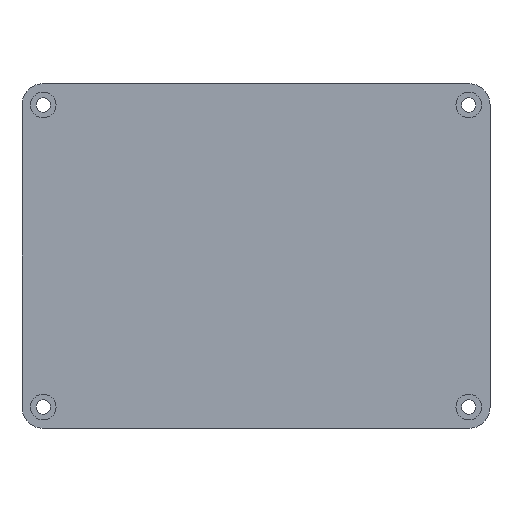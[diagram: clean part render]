
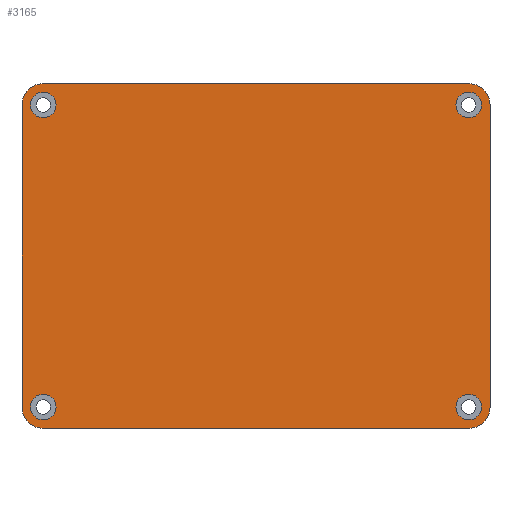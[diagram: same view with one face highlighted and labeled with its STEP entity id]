
A CAD part, front view. The second image highlights one B-rep face of the part: STEP entity #3165.
In plain terms, the highlighted planar face has unit normal (0, -1, 0).
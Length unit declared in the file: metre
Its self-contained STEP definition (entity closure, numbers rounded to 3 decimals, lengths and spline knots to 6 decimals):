
#139=CIRCLE('',#3383,0.003);
#140=CIRCLE('',#3385,0.003);
#142=CIRCLE('',#3388,0.003);
#144=CIRCLE('',#3391,0.003);
#146=CIRCLE('',#3401,0.005);
#147=CIRCLE('',#3402,0.005);
#148=CIRCLE('',#3403,0.005);
#149=CIRCLE('',#3404,0.005);
#488=ORIENTED_EDGE('',*,*,#1415,.F.);
#489=ORIENTED_EDGE('',*,*,#1423,.T.);
#490=ORIENTED_EDGE('',*,*,#1392,.T.);
#491=ORIENTED_EDGE('',*,*,#1424,.T.);
#492=ORIENTED_EDGE('',*,*,#1421,.T.);
#493=ORIENTED_EDGE('',*,*,#1425,.T.);
#494=ORIENTED_EDGE('',*,*,#1418,.F.);
#495=ORIENTED_EDGE('',*,*,#1426,.T.);
#496=ORIENTED_EDGE('',*,*,#1400,.T.);
#497=ORIENTED_EDGE('',*,*,#1405,.F.);
#498=ORIENTED_EDGE('',*,*,#1401,.T.);
#499=ORIENTED_EDGE('',*,*,#1403,.F.);
#1392=EDGE_CURVE('',#1870,#1871,#2117,.T.);
#1400=EDGE_CURVE('',#1876,#1876,#139,.T.);
#1401=EDGE_CURVE('',#1877,#1877,#140,.T.);
#1403=EDGE_CURVE('',#1879,#1879,#142,.T.);
#1405=EDGE_CURVE('',#1881,#1881,#144,.T.);
#1415=EDGE_CURVE('',#1885,#1886,#2131,.T.);
#1418=EDGE_CURVE('',#1887,#1888,#2134,.T.);
#1421=EDGE_CURVE('',#1890,#1889,#2137,.T.);
#1423=EDGE_CURVE('',#1885,#1870,#146,.F.);
#1424=EDGE_CURVE('',#1871,#1890,#147,.F.);
#1425=EDGE_CURVE('',#1889,#1888,#148,.F.);
#1426=EDGE_CURVE('',#1887,#1886,#149,.F.);
#1870=VERTEX_POINT('',#4610);
#1871=VERTEX_POINT('',#4611);
#1876=VERTEX_POINT('',#4627);
#1877=VERTEX_POINT('',#4630);
#1879=VERTEX_POINT('',#4635);
#1881=VERTEX_POINT('',#4640);
#1885=VERTEX_POINT('',#4657);
#1886=VERTEX_POINT('',#4659);
#1887=VERTEX_POINT('',#4663);
#1888=VERTEX_POINT('',#4665);
#1889=VERTEX_POINT('',#4669);
#1890=VERTEX_POINT('',#4671);
#2117=LINE('',#4609,#2409);
#2131=LINE('',#4658,#2423);
#2134=LINE('',#4664,#2426);
#2137=LINE('',#4670,#2429);
#2409=VECTOR('',#3679,1.);
#2423=VECTOR('',#3731,1.);
#2426=VECTOR('',#3736,1.);
#2429=VECTOR('',#3741,1.);
#2669=EDGE_LOOP('',(#488,#489,#490,#491,#492,#493,#494,#495));
#2670=EDGE_LOOP('',(#496));
#2671=EDGE_LOOP('',(#497));
#2672=EDGE_LOOP('',(#498));
#2673=EDGE_LOOP('',(#499));
#2883=FACE_BOUND('',#2669,.T.);
#2884=FACE_BOUND('',#2670,.T.);
#2885=FACE_BOUND('',#2671,.T.);
#2886=FACE_BOUND('',#2672,.T.);
#2887=FACE_BOUND('',#2673,.T.);
#3072=PLANE('',#3400);
#3165=ADVANCED_FACE('',(#2883,#2884,#2885,#2886,#2887),#3072,.F.);
#3383=AXIS2_PLACEMENT_3D('',#4626,#3695,#3696);
#3385=AXIS2_PLACEMENT_3D('',#4629,#3699,#3700);
#3388=AXIS2_PLACEMENT_3D('',#4634,#3705,#3706);
#3391=AXIS2_PLACEMENT_3D('',#4639,#3711,#3712);
#3400=AXIS2_PLACEMENT_3D('',#4674,#3745,#3746);
#3401=AXIS2_PLACEMENT_3D('',#4675,#3747,#3748);
#3402=AXIS2_PLACEMENT_3D('',#4676,#3749,#3750);
#3403=AXIS2_PLACEMENT_3D('',#4677,#3751,#3752);
#3404=AXIS2_PLACEMENT_3D('',#4678,#3753,#3754);
#3679=DIRECTION('',(0.,0.,1.));
#3695=DIRECTION('',(0.,1.,0.));
#3696=DIRECTION('',(1.,0.,0.));
#3699=DIRECTION('',(0.,1.,0.));
#3700=DIRECTION('',(1.,0.,0.));
#3705=DIRECTION('',(0.,-1.,0.));
#3706=DIRECTION('',(1.,0.,0.));
#3711=DIRECTION('',(0.,-1.,0.));
#3712=DIRECTION('',(1.,0.,0.));
#3731=DIRECTION('',(-1.,0.,0.));
#3736=DIRECTION('',(0.,0.,1.));
#3741=DIRECTION('',(-1.,0.,0.));
#3745=DIRECTION('',(0.,1.,0.));
#3746=DIRECTION('',(1.,0.,0.));
#3747=DIRECTION('',(0.,1.,0.));
#3748=DIRECTION('',(1.,0.,0.));
#3749=DIRECTION('',(0.,1.,0.));
#3750=DIRECTION('',(1.,0.,0.));
#3751=DIRECTION('',(0.,1.,0.));
#3752=DIRECTION('',(1.,0.,0.));
#3753=DIRECTION('',(0.,1.,0.));
#3754=DIRECTION('',(1.,0.,0.));
#4609=CARTESIAN_POINT('',(0.055,0.,0.));
#4610=CARTESIAN_POINT('',(0.055,0.,-0.0355));
#4611=CARTESIAN_POINT('',(0.055,0.,0.0355));
#4626=CARTESIAN_POINT('',(-0.05,0.,-0.0355));
#4627=CARTESIAN_POINT('',(-0.047,0.,-0.0355));
#4629=CARTESIAN_POINT('',(0.05,0.,0.0355));
#4630=CARTESIAN_POINT('',(0.053,0.,0.0355));
#4634=CARTESIAN_POINT('',(0.05,0.,-0.0355));
#4635=CARTESIAN_POINT('',(0.053,0.,-0.0355));
#4639=CARTESIAN_POINT('',(-0.05,0.,0.0355));
#4640=CARTESIAN_POINT('',(-0.047,0.,0.0355));
#4657=CARTESIAN_POINT('',(0.05,0.,-0.0405));
#4658=CARTESIAN_POINT('',(0.,0.,-0.0405));
#4659=CARTESIAN_POINT('',(-0.05,0.,-0.0405));
#4663=CARTESIAN_POINT('',(-0.055,0.,-0.0355));
#4664=CARTESIAN_POINT('',(-0.055,0.,0.));
#4665=CARTESIAN_POINT('',(-0.055,0.,0.0355));
#4669=CARTESIAN_POINT('',(-0.05,0.,0.0405));
#4670=CARTESIAN_POINT('',(0.,0.,0.0405));
#4671=CARTESIAN_POINT('',(0.05,0.,0.0405));
#4674=CARTESIAN_POINT('',(0.,0.,0.));
#4675=CARTESIAN_POINT('',(0.05,0.,-0.0355));
#4676=CARTESIAN_POINT('',(0.05,0.,0.0355));
#4677=CARTESIAN_POINT('',(-0.05,0.,0.0355));
#4678=CARTESIAN_POINT('',(-0.05,0.,-0.0355));
